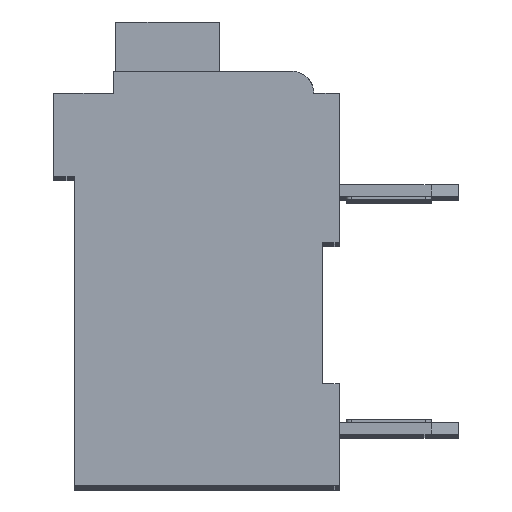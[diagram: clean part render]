
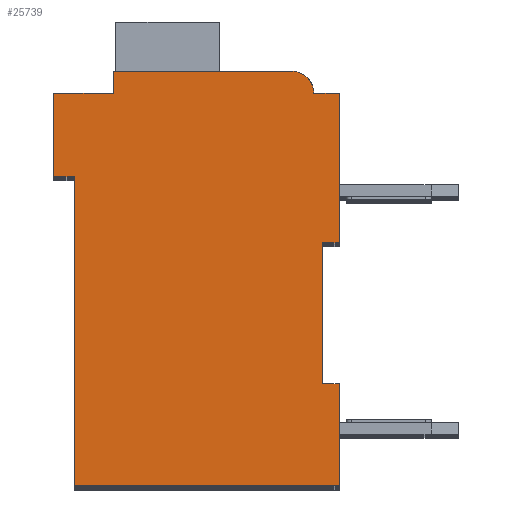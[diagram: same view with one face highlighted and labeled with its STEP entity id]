
A CAD part, top view. The second image highlights one B-rep face of the part: STEP entity #25739.
In plain terms, the highlighted planar face has unit normal (0, 0, 1).
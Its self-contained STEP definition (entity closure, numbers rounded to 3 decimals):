
#4652=DIRECTION('',(1.,0.,0.));
#4653=VECTOR('',#4652,0.5);
#4654=CARTESIAN_POINT('',(7.3,7.15,2.1));
#4655=LINE('',#4654,#4653);
#4656=DIRECTION('',(0.,1.,0.));
#4657=VECTOR('',#4656,4.15);
#4658=CARTESIAN_POINT('',(7.3,3.,2.1));
#4659=LINE('',#4658,#4657);
#4660=DIRECTION('',(-1.,0.,0.));
#4661=VECTOR('',#4660,0.5);
#4662=CARTESIAN_POINT('',(7.8,3.,2.1));
#4663=LINE('',#4662,#4661);
#4664=DIRECTION('',(0.,1.,0.));
#4665=VECTOR('',#4664,3.);
#4666=CARTESIAN_POINT('',(7.8,0.,2.1));
#4667=LINE('',#4666,#4665);
#4668=DIRECTION('',(1.,0.,0.));
#4669=VECTOR('',#4668,7.8);
#4670=CARTESIAN_POINT('',(0.,0.,2.1));
#4671=LINE('',#4670,#4669);
#4672=DIRECTION('',(0.,-1.,0.));
#4673=VECTOR('',#4672,9.1);
#4674=CARTESIAN_POINT('',(0.,9.1,2.1));
#4675=LINE('',#4674,#4673);
#4676=DIRECTION('',(1.,0.,0.));
#4677=VECTOR('',#4676,0.6);
#4678=CARTESIAN_POINT('',(-0.6,9.1,2.1));
#4679=LINE('',#4678,#4677);
#4680=DIRECTION('',(0.,-1.,0.));
#4681=VECTOR('',#4680,2.45);
#4682=CARTESIAN_POINT('',(-0.6,11.55,2.1));
#4683=LINE('',#4682,#4681);
#4684=DIRECTION('',(-1.,0.,0.));
#4685=VECTOR('',#4684,1.75);
#4686=CARTESIAN_POINT('',(1.15,11.55,2.1));
#4687=LINE('',#4686,#4685);
#4688=DIRECTION('',(0.,-1.,0.));
#4689=VECTOR('',#4688,0.65);
#4690=CARTESIAN_POINT('',(1.15,12.2,2.1));
#4691=LINE('',#4690,#4689);
#4692=DIRECTION('',(-1.,0.,0.));
#4693=VECTOR('',#4692,5.25);
#4694=CARTESIAN_POINT('',(6.4,12.2,2.1));
#4695=LINE('',#4694,#4693);
#4696=CARTESIAN_POINT('',(6.4,11.55,2.1));
#4697=DIRECTION('',(0.,0.,1.));
#4698=DIRECTION('',(1.,0.,0.));
#4699=AXIS2_PLACEMENT_3D('',#4696,#4697,#4698);
#4701=DIRECTION('',(-1.,0.,0.));
#4702=VECTOR('',#4701,0.75);
#4703=CARTESIAN_POINT('',(7.8,11.55,2.1));
#4704=LINE('',#4703,#4702);
#4705=DIRECTION('',(0.,1.,0.));
#4706=VECTOR('',#4705,4.4);
#4707=CARTESIAN_POINT('',(7.8,7.15,2.1));
#4708=LINE('',#4707,#4706);
#16699=CARTESIAN_POINT('',(7.3,7.15,2.1));
#16700=CARTESIAN_POINT('',(7.8,7.15,2.1));
#16701=VERTEX_POINT('',#16699);
#16702=VERTEX_POINT('',#16700);
#16703=CARTESIAN_POINT('',(7.8,11.55,2.1));
#16704=VERTEX_POINT('',#16703);
#16705=CARTESIAN_POINT('',(7.05,11.55,2.1));
#16706=VERTEX_POINT('',#16705);
#16707=CARTESIAN_POINT('',(6.4,12.2,2.1));
#16708=VERTEX_POINT('',#16707);
#16709=CARTESIAN_POINT('',(1.15,12.2,2.1));
#16710=VERTEX_POINT('',#16709);
#16711=CARTESIAN_POINT('',(1.15,11.55,2.1));
#16712=VERTEX_POINT('',#16711);
#16713=CARTESIAN_POINT('',(-0.6,11.55,2.1));
#16714=VERTEX_POINT('',#16713);
#16715=CARTESIAN_POINT('',(-0.6,9.1,2.1));
#16716=VERTEX_POINT('',#16715);
#16717=CARTESIAN_POINT('',(0.,9.1,2.1));
#16718=VERTEX_POINT('',#16717);
#16719=CARTESIAN_POINT('',(0.,0.,2.1));
#16720=VERTEX_POINT('',#16719);
#16721=CARTESIAN_POINT('',(7.8,0.,2.1));
#16722=VERTEX_POINT('',#16721);
#16723=CARTESIAN_POINT('',(7.8,3.,2.1));
#16724=VERTEX_POINT('',#16723);
#16725=CARTESIAN_POINT('',(7.3,3.,2.1));
#16726=VERTEX_POINT('',#16725);
#25715=CARTESIAN_POINT('',(0.,0.,2.1));
#25716=DIRECTION('',(0.,0.,1.));
#25717=DIRECTION('',(1.,0.,0.));
#25718=AXIS2_PLACEMENT_3D('',#25715,#25716,#25717);
#25719=PLANE('',#25718);
#25720=ORIENTED_EDGE('',*,*,#21956,.F.);
#25721=ORIENTED_EDGE('',*,*,#22793,.F.);
#25723=ORIENTED_EDGE('',*,*,#25722,.F.);
#25725=ORIENTED_EDGE('',*,*,#25724,.F.);
#25727=ORIENTED_EDGE('',*,*,#25726,.F.);
#25728=ORIENTED_EDGE('',*,*,#23450,.F.);
#25729=ORIENTED_EDGE('',*,*,#23618,.F.);
#25730=ORIENTED_EDGE('',*,*,#23922,.F.);
#25731=ORIENTED_EDGE('',*,*,#24231,.F.);
#25732=ORIENTED_EDGE('',*,*,#24300,.F.);
#25733=ORIENTED_EDGE('',*,*,#24752,.F.);
#25734=ORIENTED_EDGE('',*,*,#25433,.F.);
#25735=ORIENTED_EDGE('',*,*,#25265,.F.);
#25736=ORIENTED_EDGE('',*,*,#22409,.F.);
#25737=EDGE_LOOP('',(#25720,#25721,#25723,#25725,#25727,#25728,#25729,#25730,
#25731,#25732,#25733,#25734,#25735,#25736));
#25738=FACE_OUTER_BOUND('',#25737,.F.);
#4700=CIRCLE('',#4699,0.65);
#21956=EDGE_CURVE('',#16701,#16702,#4655,.T.);
#22409=EDGE_CURVE('',#16702,#16704,#4708,.T.);
#22793=EDGE_CURVE('',#16726,#16701,#4659,.T.);
#23450=EDGE_CURVE('',#16718,#16720,#4675,.T.);
#23618=EDGE_CURVE('',#16716,#16718,#4679,.T.);
#23922=EDGE_CURVE('',#16714,#16716,#4683,.T.);
#24231=EDGE_CURVE('',#16712,#16714,#4687,.T.);
#24300=EDGE_CURVE('',#16710,#16712,#4691,.T.);
#24752=EDGE_CURVE('',#16708,#16710,#4695,.T.);
#25265=EDGE_CURVE('',#16704,#16706,#4704,.T.);
#25433=EDGE_CURVE('',#16706,#16708,#4700,.T.);
#25722=EDGE_CURVE('',#16724,#16726,#4663,.T.);
#25724=EDGE_CURVE('',#16722,#16724,#4667,.T.);
#25726=EDGE_CURVE('',#16720,#16722,#4671,.T.);
#25739=ADVANCED_FACE('',(#25738),#25719,.T.);
